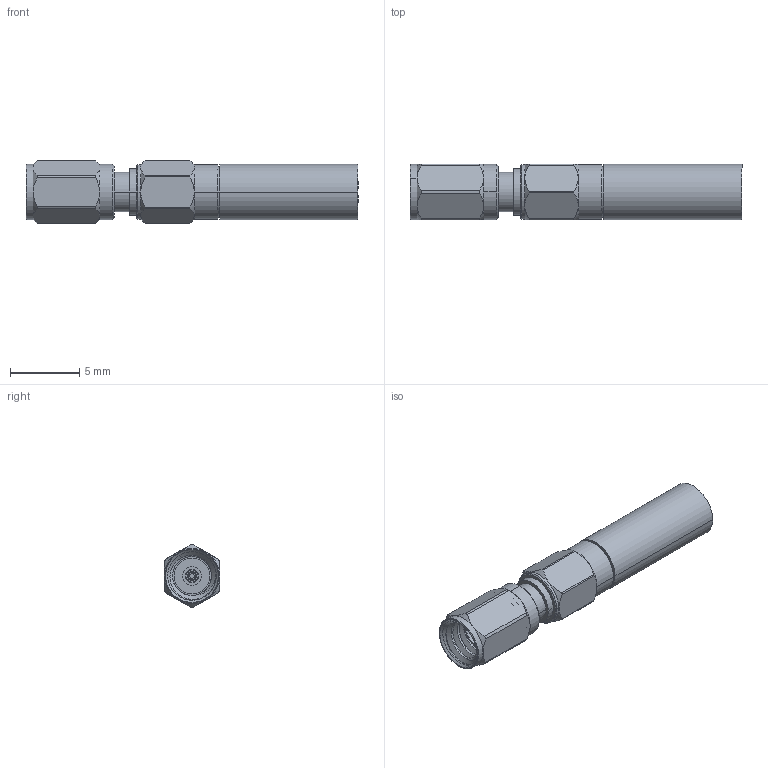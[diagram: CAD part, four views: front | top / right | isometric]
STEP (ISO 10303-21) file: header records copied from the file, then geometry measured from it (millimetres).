
FILE_DESCRIPTION (( 'STEP AP203' ), '1' );
FILE_NAME ('PE45209.step', '2019-07-08T18:23:48', ( '' ), ( '' ), 'SwSTEP 2.0', 'SolidWorks 2018', '' );
FILE_SCHEMA (( 'CONFIG_CONTROL_DESIGN' ));
Length unit declared in the file: inch
Products named in the file (1): PE45209
Bounding box: 24 x 4 x 4.55 mm (x, y, z)
Volume: 197.3 mm3; surface area: 721.9 mm2
Topology: 3 solids, 3 shells, 162 faces, 399 edges, 253 vertices
Faces by surface type: cylinder 74, plane 42, cone 34, bspline 10, torus 2
Entity records: 8335 total; most frequent: CARTESIAN_POINT 4582, ORIENTED_EDGE 798, DIRECTION 739, EDGE_CURVE 399, AXIS2_PLACEMENT_3D 304, VERTEX_POINT 253, EDGE_LOOP 178, ADVANCED_FACE 162
